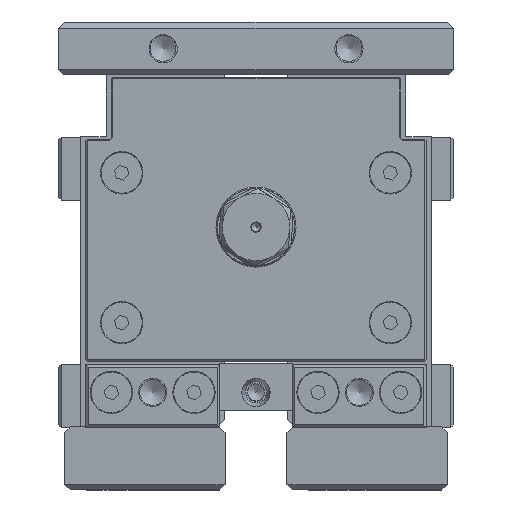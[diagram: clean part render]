
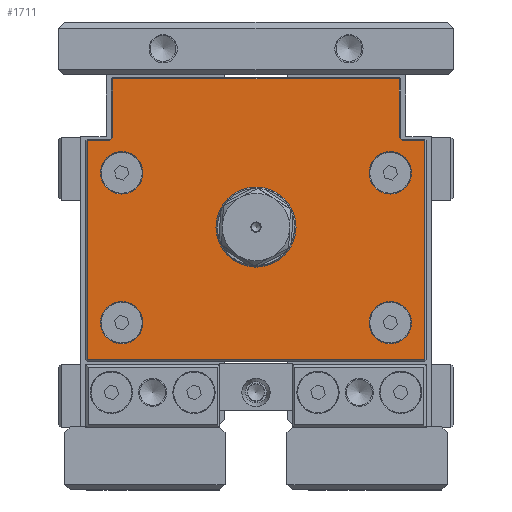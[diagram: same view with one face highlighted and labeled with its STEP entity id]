
A CAD part, left-side view. The second image highlights one B-rep face of the part: STEP entity #1711.
In plain terms, the highlighted planar face has unit normal (-1, 0, 0).
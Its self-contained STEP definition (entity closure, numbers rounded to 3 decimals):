
#1711 = ADVANCED_FACE( '', ( #3613, #3614, #3615, #3616, #3617, #3618 ), #3619, .F. );
#3613 = FACE_BOUND( '', #6243, .T. );
#3614 = FACE_BOUND( '', #6244, .T. );
#3615 = FACE_BOUND( '', #6245, .T. );
#3616 = FACE_BOUND( '', #6246, .T. );
#3617 = FACE_BOUND( '', #6247, .T. );
#3618 = FACE_OUTER_BOUND( '', #6248, .T. );
#3619 = PLANE( '', #6249 );
#6243 = EDGE_LOOP( '', ( #9651 ) );
#6244 = EDGE_LOOP( '', ( #9652 ) );
#6245 = EDGE_LOOP( '', ( #9653 ) );
#6246 = EDGE_LOOP( '', ( #9654 ) );
#6247 = EDGE_LOOP( '', ( #9655 ) );
#6248 = EDGE_LOOP( '', ( #9656, #9657, #9658, #9659, #9660, #9661, #9662, #9663, #9664, #9665 ) );
#6249 = AXIS2_PLACEMENT_3D( '', #9666, #9667, #9668 );
#9651 = ORIENTED_EDGE( '', *, *, #14088, .F. );
#9652 = ORIENTED_EDGE( '', *, *, #13950, .F. );
#9653 = ORIENTED_EDGE( '', *, *, #14089, .F. );
#9654 = ORIENTED_EDGE( '', *, *, #14090, .F. );
#9655 = ORIENTED_EDGE( '', *, *, #14091, .F. );
#9656 = ORIENTED_EDGE( '', *, *, #14092, .T. );
#9657 = ORIENTED_EDGE( '', *, *, #13871, .F. );
#9658 = ORIENTED_EDGE( '', *, *, #13897, .T. );
#9659 = ORIENTED_EDGE( '', *, *, #14093, .T. );
#9660 = ORIENTED_EDGE( '', *, *, #14071, .T. );
#9661 = ORIENTED_EDGE( '', *, *, #14094, .F. );
#9662 = ORIENTED_EDGE( '', *, *, #13886, .T. );
#9663 = ORIENTED_EDGE( '', *, *, #14095, .T. );
#9664 = ORIENTED_EDGE( '', *, *, #14096, .T. );
#9665 = ORIENTED_EDGE( '', *, *, #14097, .T. );
#9666 = CARTESIAN_POINT( '', ( -3., -33., -27.25 ) );
#9667 = DIRECTION( '', ( 1., 0., 0. ) );
#9668 = DIRECTION( '', ( 0., 1., 0. ) );
#13871 = EDGE_CURVE( '', #16037, #16038, #16039, .T. );
#13886 = EDGE_CURVE( '', #16056, #16061, #16063, .T. );
#13897 = EDGE_CURVE( '', #16037, #16077, #16079, .T. );
#13950 = EDGE_CURVE( '', #16160, #16160, #16161, .T. );
#14071 = EDGE_CURVE( '', #16348, #16352, #16354, .T. );
#14088 = EDGE_CURVE( '', #16378, #16378, #16379, .T. );
#14089 = EDGE_CURVE( '', #16380, #16380, #16381, .T. );
#14090 = EDGE_CURVE( '', #16382, #16382, #16383, .T. );
#14091 = EDGE_CURVE( '', #16384, #16384, #16385, .F. );
#14092 = EDGE_CURVE( '', #16386, #16038, #16387, .T. );
#14093 = EDGE_CURVE( '', #16077, #16348, #16388, .T. );
#14094 = EDGE_CURVE( '', #16056, #16352, #16389, .T. );
#14095 = EDGE_CURVE( '', #16061, #15333, #16390, .T. );
#14096 = EDGE_CURVE( '', #15333, #16391, #16392, .T. );
#14097 = EDGE_CURVE( '', #16391, #16386, #16393, .T. );
#15333 = VERTEX_POINT( '', #17968 );
#16037 = VERTEX_POINT( '', #19150 );
#16038 = VERTEX_POINT( '', #19151 );
#16039 = LINE( '', #19152, #19153 );
#16056 = VERTEX_POINT( '', #19175 );
#16061 = VERTEX_POINT( '', #19182 );
#16063 = LINE( '', #19185, #19186 );
#16077 = VERTEX_POINT( '', #19203 );
#16079 = LINE( '', #19206, #19207 );
#16160 = VERTEX_POINT( '', #19298 );
#16161 = CIRCLE( '', #19299, 4.1 );
#16348 = VERTEX_POINT( '', #19549 );
#16352 = VERTEX_POINT( '', #19555 );
#16354 = LINE( '', #19558, #19559 );
#16378 = VERTEX_POINT( '', #19588 );
#16379 = CIRCLE( '', #19589, 4.1 );
#16380 = VERTEX_POINT( '', #19590 );
#16381 = CIRCLE( '', #19591, 4.1 );
#16382 = VERTEX_POINT( '', #19592 );
#16383 = CIRCLE( '', #19593, 4.1 );
#16384 = VERTEX_POINT( '', #19594 );
#16385 = CIRCLE( '', #19595, 7.75 );
#16386 = VERTEX_POINT( '', #19596 );
#16387 = LINE( '', #19597, #19598 );
#16388 = LINE( '', #19599, #19600 );
#16389 = LINE( '', #19601, #19602 );
#16390 = LINE( '', #19603, #19604 );
#16391 = VERTEX_POINT( '', #19605 );
#16392 = LINE( '', #19606, #19607 );
#16393 = LINE( '', #19608, #19609 );
#17968 = CARTESIAN_POINT( '', ( -3., -32.7, 27.45 ) );
#19150 = CARTESIAN_POINT( '', ( -3., 27.7, -15.55 ) );
#19151 = CARTESIAN_POINT( '', ( -3., 28.3, -14.95 ) );
#19152 = CARTESIAN_POINT( '', ( -3., 28.3, -14.95 ) );
#19153 = VECTOR( '', #22193, 1000. );
#19175 = CARTESIAN_POINT( '', ( -3., -28.3, -14.95 ) );
#19182 = CARTESIAN_POINT( '', ( -3., -32.7, -14.95 ) );
#19185 = CARTESIAN_POINT( '', ( -3., -33., -14.95 ) );
#19186 = VECTOR( '', #22211, 1000. );
#19203 = CARTESIAN_POINT( '', ( -3., 27.7, -26.95 ) );
#19206 = CARTESIAN_POINT( '', ( -3., 27.7, -27.25 ) );
#19207 = VECTOR( '', #22222, 1000. );
#19298 = CARTESIAN_POINT( '', ( -3., -26., 24.35 ) );
#19299 = AXIS2_PLACEMENT_3D( '', #22305, #22306, #22307 );
#19549 = CARTESIAN_POINT( '', ( -3., -27.7, -26.95 ) );
#19555 = CARTESIAN_POINT( '', ( -3., -27.7, -15.55 ) );
#19558 = CARTESIAN_POINT( '', ( -3., -27.7, -15.25 ) );
#19559 = VECTOR( '', #22463, 1000. );
#19588 = CARTESIAN_POINT( '', ( -3., -26., -4.65 ) );
#19589 = AXIS2_PLACEMENT_3D( '', #22481, #22482, #22483 );
#19590 = CARTESIAN_POINT( '', ( -3., 26., -4.65 ) );
#19591 = AXIS2_PLACEMENT_3D( '', #22484, #22485, #22486 );
#19592 = CARTESIAN_POINT( '', ( -3., 26., 24.35 ) );
#19593 = AXIS2_PLACEMENT_3D( '', #22487, #22488, #22489 );
#19594 = CARTESIAN_POINT( '', ( -3., 7.75, 1.75 ) );
#19595 = AXIS2_PLACEMENT_3D( '', #22490, #22491, #22492 );
#19596 = CARTESIAN_POINT( '', ( -3., 32.7, -14.95 ) );
#19597 = CARTESIAN_POINT( '', ( -3., -33., -14.95 ) );
#19598 = VECTOR( '', #22493, 1000. );
#19599 = CARTESIAN_POINT( '', ( -3., -28., -26.95 ) );
#19600 = VECTOR( '', #22494, 1000. );
#19601 = CARTESIAN_POINT( '', ( -3., -27.7, -15.55 ) );
#19602 = VECTOR( '', #22495, 1000. );
#19603 = CARTESIAN_POINT( '', ( -3., -32.7, 27.75 ) );
#19604 = VECTOR( '', #22496, 1000. );
#19605 = CARTESIAN_POINT( '', ( -3., 32.7, 27.45 ) );
#19606 = CARTESIAN_POINT( '', ( -3., 33., 27.45 ) );
#19607 = VECTOR( '', #22497, 1000. );
#19608 = CARTESIAN_POINT( '', ( -3., 32.7, -15.25 ) );
#19609 = VECTOR( '', #22498, 1000. );
#22193 = DIRECTION( '', ( 0., 0.707, 0.707 ) );
#22211 = DIRECTION( '', ( 0., -1., 0. ) );
#22222 = DIRECTION( '', ( 0., 0., -1. ) );
#22305 = CARTESIAN_POINT( '', ( -3., -26., 20.25 ) );
#22306 = DIRECTION( '', ( -1., 0., 0. ) );
#22307 = DIRECTION( '', ( 0., 0., 1. ) );
#22463 = DIRECTION( '', ( 0., 0., 1. ) );
#22481 = CARTESIAN_POINT( '', ( -3., -26., -8.75 ) );
#22482 = DIRECTION( '', ( -1., 0., 0. ) );
#22483 = DIRECTION( '', ( 0., 0., 1. ) );
#22484 = CARTESIAN_POINT( '', ( -3., 26., -8.75 ) );
#22485 = DIRECTION( '', ( -1., 0., 0. ) );
#22486 = DIRECTION( '', ( 0., 0., 1. ) );
#22487 = CARTESIAN_POINT( '', ( -3., 26., 20.25 ) );
#22488 = DIRECTION( '', ( -1., 0., 0. ) );
#22489 = DIRECTION( '', ( 0., 0., 1. ) );
#22490 = CARTESIAN_POINT( '', ( -3., 0., 1.75 ) );
#22491 = DIRECTION( '', ( 1., 0., 0. ) );
#22492 = DIRECTION( '', ( 0., 1., 0. ) );
#22493 = DIRECTION( '', ( 0., -1., 0. ) );
#22494 = DIRECTION( '', ( 0., -1., 0. ) );
#22495 = DIRECTION( '', ( 0., 0.707, -0.707 ) );
#22496 = DIRECTION( '', ( 0., 0., 1. ) );
#22497 = DIRECTION( '', ( 0., 1., 0. ) );
#22498 = DIRECTION( '', ( 0., 0., -1. ) );
